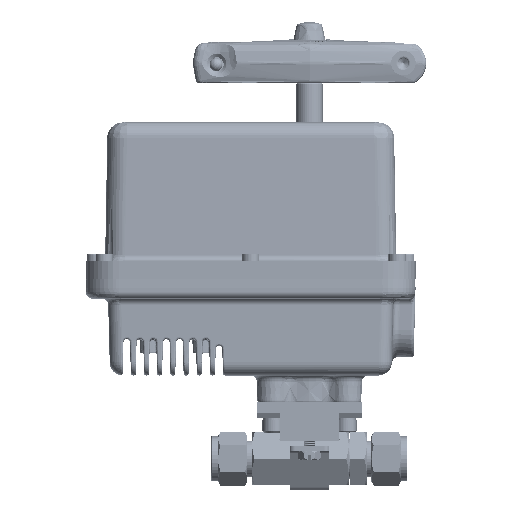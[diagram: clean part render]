
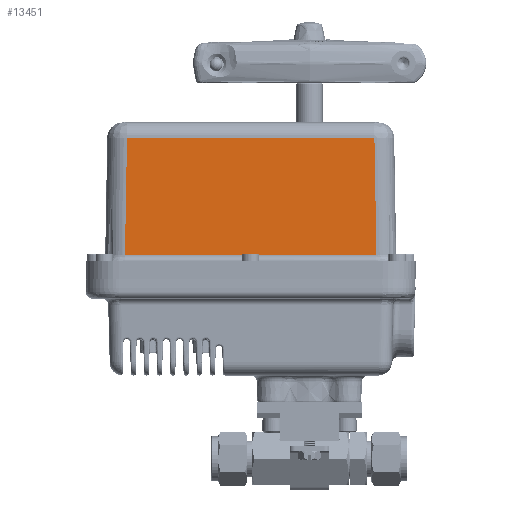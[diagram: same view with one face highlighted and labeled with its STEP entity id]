
A CAD part, top view. The second image highlights one B-rep face of the part: STEP entity #13451.
In plain terms, the highlighted planar face has unit normal (0, 0.018, 1).
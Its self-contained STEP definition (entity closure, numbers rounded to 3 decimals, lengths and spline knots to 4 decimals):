
#689 = DIRECTION ( 'NONE',  ( -0.017, -1., 0.017 ) ) ;
#2225 = DIRECTION ( 'NONE',  ( -0.017, 1., -0.017 ) ) ;
#2385 = CARTESIAN_POINT ( 'NONE',  ( 1.271, 3.8338, 1.6459 ) ) ;
#3248 = ORIENTED_EDGE ( 'NONE', *, *, #36608, .T. ) ;
#12763 = DIRECTION ( 'NONE',  ( 1., 0., 0. ) ) ;
#13283 = CARTESIAN_POINT ( 'NONE',  ( -3.4997, 3.7375, 1.6476 ) ) ;
#13451 = ADVANCED_FACE ( 'NONE', ( #27556 ), #109952, .T. ) ;
#15620 = LINE ( 'NONE', #49817, #111599 ) ;
#27556 = FACE_OUTER_BOUND ( 'NONE', #93262, .T. ) ;
#28588 = DIRECTION ( 'NONE',  ( -1., 0., 0. ) ) ;
#30340 = VECTOR ( 'NONE', #689, 39.3701 ) ;
#31623 = VERTEX_POINT ( 'NONE', #58336 ) ;
#35025 = CARTESIAN_POINT ( 'NONE',  ( 1.2704, 3.8668, 1.6454 ) ) ;
#36608 = EDGE_CURVE ( 'NONE', #129524, #104220, #112192, .T. ) ;
#47624 = VERTEX_POINT ( 'NONE', #139937 ) ;
#49817 = CARTESIAN_POINT ( 'NONE',  ( -3.8745, 3.8668, 1.6454 ) ) ;
#58336 = CARTESIAN_POINT ( 'NONE',  ( -3.4588, 6.0817, 1.6067 ) ) ;
#69895 = ORIENTED_EDGE ( 'NONE', *, *, #161631, .T. ) ;
#75740 = ORIENTED_EDGE ( 'NONE', *, *, #80518, .T. ) ;
#80518 = EDGE_CURVE ( 'NONE', #47624, #129524, #15620, .T. ) ;
#81541 = CARTESIAN_POINT ( 'NONE',  ( 1.2318, 6.0817, 1.6067 ) ) ;
#89385 = ORIENTED_EDGE ( 'NONE', *, *, #157150, .T. ) ;
#93262 = EDGE_LOOP ( 'NONE', ( #89385, #75740, #3248, #69895 ) ) ;
#104220 = VERTEX_POINT ( 'NONE', #81541 ) ;
#109600 = DIRECTION ( 'NONE',  ( 0., 1., -0.017 ) ) ;
#109624 = DIRECTION ( 'NONE',  ( 0., 0.017, 1. ) ) ;
#109762 = CARTESIAN_POINT ( 'NONE',  ( -3.8745, 3.744, 1.6475 ) ) ;
#109781 = LINE ( 'NONE', #128391, #143214 ) ;
#109952 = PLANE ( 'NONE',  #131024 ) ;
#111599 = VECTOR ( 'NONE', #12763, 39.3701 ) ;
#112192 = LINE ( 'NONE', #2385, #141666 ) ;
#126525 = LINE ( 'NONE', #13283, #30340 ) ;
#128391 = CARTESIAN_POINT ( 'NONE',  ( -3.4536, 6.0817, 1.6067 ) ) ;
#129524 = VERTEX_POINT ( 'NONE', #35025 ) ;
#131024 = AXIS2_PLACEMENT_3D ( 'NONE', #109762, #109624, #109600 ) ;
#139937 = CARTESIAN_POINT ( 'NONE',  ( -3.4974, 3.8668, 1.6454 ) ) ;
#141666 = VECTOR ( 'NONE', #2225, 39.3701 ) ;
#143214 = VECTOR ( 'NONE', #28588, 39.3701 ) ;
#157150 = EDGE_CURVE ( 'NONE', #31623, #47624, #126525, .T. ) ;
#161631 = EDGE_CURVE ( 'NONE', #104220, #31623, #109781, .T. ) ;
